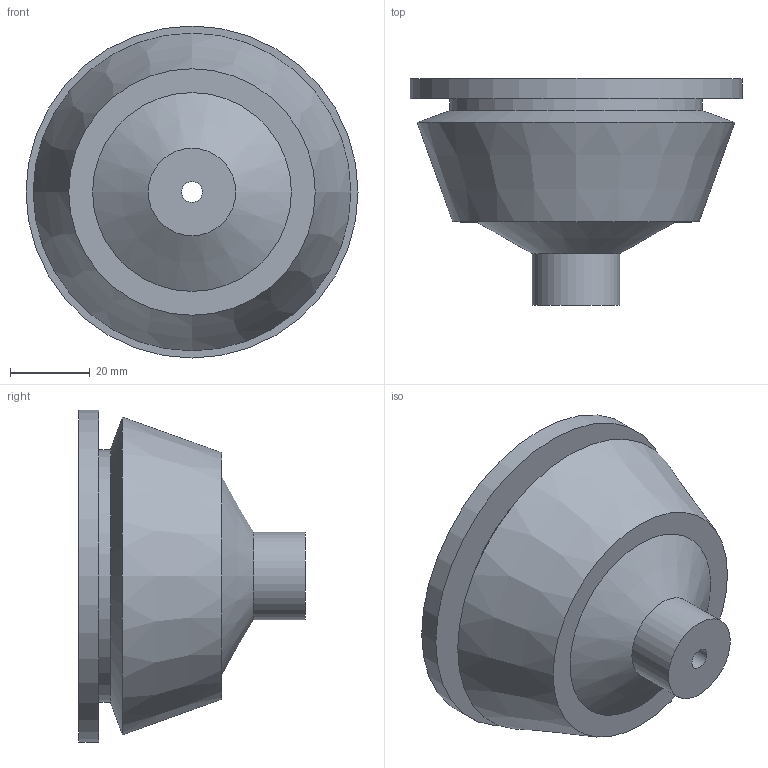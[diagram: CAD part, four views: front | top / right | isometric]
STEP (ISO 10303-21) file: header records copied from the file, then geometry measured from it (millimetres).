
FILE_DESCRIPTION(/* description */ (''),/* implementation_level */ '2;1');
FILE_NAME(/* name */ 'upper mold.stp',/* time_stamp */ '2025-08-09T21:28:24-07:00',/* author */ ('devan'),/* organization */ (''),/* preprocessor_version */ 'ST-DEVELOPER v20',/* originating_system */ 'Autodesk Inventor 2025',/* authorisation */ '');
FILE_SCHEMA (('AUTOMOTIVE_DESIGN { 1 0 10303 214 3 1 1 }'));
Length unit declared in the file: millimetre
Products named in the file (1): upper mold
Bounding box: 83.5 x 57 x 83.5 mm (x, y, z)
Volume: 70696.2 mm3; surface area: 29034 mm2
Topology: 1 solids, 1 shells, 18 faces, 33 edges, 21 vertices
Faces by surface type: cone 6, cylinder 6, plane 6
Full cylindrical faces by diameter (mm): 5.3 x1, 22 x1, 53.5 x1, 63.5 x1, 73.5 x1, 83.5 x1
Entity records: 501 total; most frequent: DIRECTION 92, CARTESIAN_POINT 73, ORIENTED_EDGE 66, AXIS2_PLACEMENT_3D 40, EDGE_CURVE 33, EDGE_LOOP 24, CIRCLE 21, VERTEX_POINT 21
